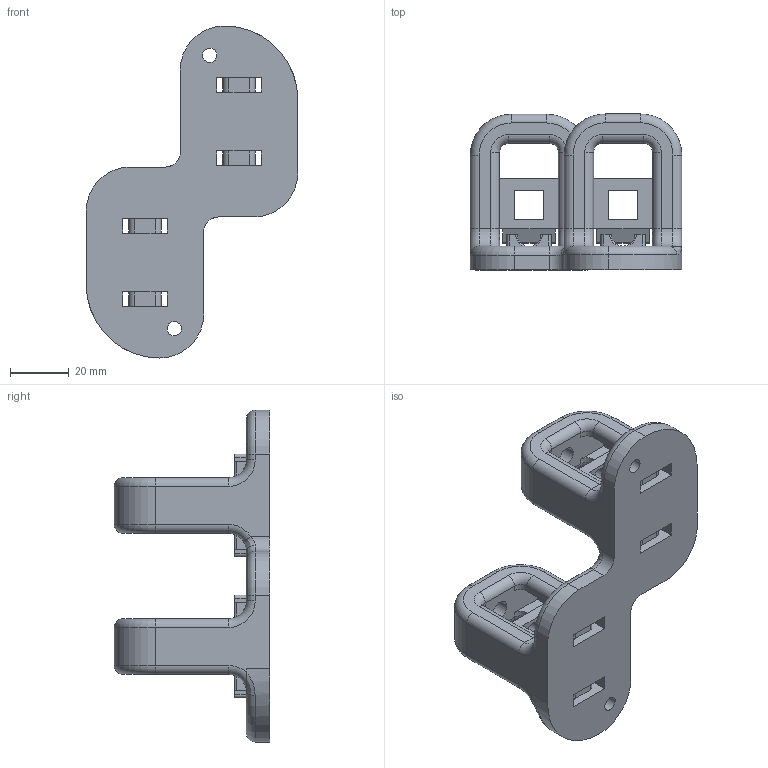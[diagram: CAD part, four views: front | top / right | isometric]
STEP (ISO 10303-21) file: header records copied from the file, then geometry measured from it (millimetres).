
FILE_DESCRIPTION((''),'2;1');
FILE_NAME('VALVE_DOUBLE_ASM','2025-01-11T11:38:26',('weiss'),(''),'CREO PARAMETRIC BY PTC INC, 2022014','CREO PARAMETRIC BY PTC INC, 2022014','');
FILE_SCHEMA(('CONFIG_CONTROL_DESIGN'));
Length unit declared in the file: millimetre
Products named in the file (3): VALVE_DOUBLE_BASEPLATE; KLEMPLATTE_V3; VALVE_DOUBLE_ASM
Assembly tree (3 placements, depth 2):
  VALVE_DOUBLE_ASM
    VALVE_DOUBLE_BASEPLATE
    KLEMPLATTE_V3  x2
Bounding box: 72 x 53 x 113 mm (x, y, z)
Volume: 70568.2 mm3; surface area: 31254.9 mm2
Topology: 3 solids, 3 shells, 322 faces, 880 edges, 552 vertices
Faces by surface type: plane 142, cylinder 116, torus 56, cone 4, bspline 4
Entity records: 10161 total; most frequent: CARTESIAN_POINT 2175, DIRECTION 1722, ORIENTED_EDGE 1660, EDGE_CURVE 830, AXIS2_PLACEMENT_3D 626, VERTEX_POINT 520, VECTOR 470, LINE 470
